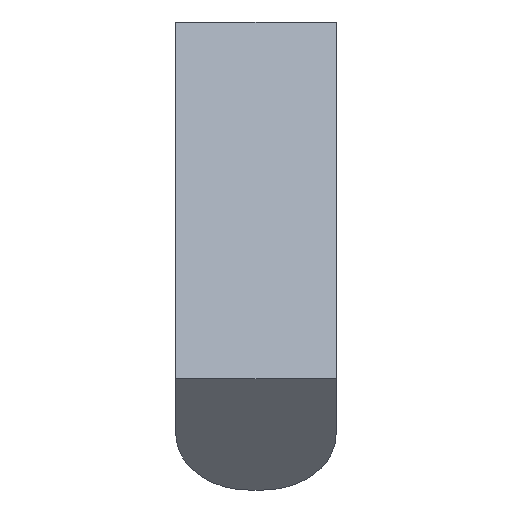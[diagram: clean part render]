
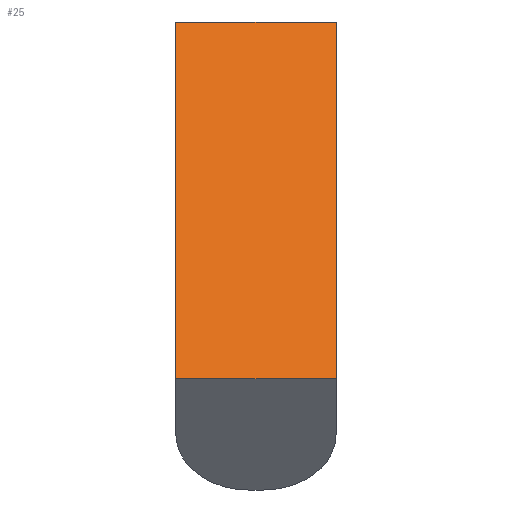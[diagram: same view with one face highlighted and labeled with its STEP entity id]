
A CAD part, left-side view. The second image highlights one B-rep face of the part: STEP entity #25.
In plain terms, the highlighted free-form (B-spline) face has degree [2, 1] with [3, 2] control points.
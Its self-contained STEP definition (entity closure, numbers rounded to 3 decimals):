
#25=ADVANCED_FACE('',(#33),#135,.T.);
#33=FACE_OUTER_BOUND('',#41,.T.);
#41=EDGE_LOOP('',(#52,#53,#54,#55));
#52=ORIENTED_EDGE('',*,*,#88,.T.);
#53=ORIENTED_EDGE('',*,*,#89,.T.);
#54=ORIENTED_EDGE('',*,*,#90,.F.);
#55=ORIENTED_EDGE('',*,*,#85,.F.);
#85=EDGE_CURVE('',#121,#122,#103,.T.);
#88=EDGE_CURVE('',#121,#124,#106,.T.);
#89=EDGE_CURVE('',#124,#125,#107,.T.);
#90=EDGE_CURVE('',#122,#125,#108,.T.);
#103=(
BOUNDED_CURVE()
B_SPLINE_CURVE(1,(#223,#224),.UNSPECIFIED.,.F.,.F.)
B_SPLINE_CURVE_WITH_KNOTS((2,2),(0.,76.),.UNSPECIFIED.)
CURVE()
GEOMETRIC_REPRESENTATION_ITEM()
RATIONAL_B_SPLINE_CURVE((1.,1.))
REPRESENTATION_ITEM('')
);
#106=(
BOUNDED_CURVE()
B_SPLINE_CURVE(2,(#230,#231,#232),.UNSPECIFIED.,.F.,.F.)
B_SPLINE_CURVE_WITH_KNOTS((3,3),(-159.416,-137.416),
 .UNSPECIFIED.)
CURVE()
GEOMETRIC_REPRESENTATION_ITEM()
RATIONAL_B_SPLINE_CURVE((1.,1.,1.))
REPRESENTATION_ITEM('')
);
#107=(
BOUNDED_CURVE()
B_SPLINE_CURVE(1,(#233,#234),.UNSPECIFIED.,.F.,.F.)
B_SPLINE_CURVE_WITH_KNOTS((2,2),(0.,76.),.UNSPECIFIED.)
CURVE()
GEOMETRIC_REPRESENTATION_ITEM()
RATIONAL_B_SPLINE_CURVE((1.,1.))
REPRESENTATION_ITEM('')
);
#108=(
BOUNDED_CURVE()
B_SPLINE_CURVE(2,(#235,#236,#237),.UNSPECIFIED.,.F.,.F.)
B_SPLINE_CURVE_WITH_KNOTS((3,3),(-159.416,-137.416),
 .UNSPECIFIED.)
CURVE()
GEOMETRIC_REPRESENTATION_ITEM()
RATIONAL_B_SPLINE_CURVE((1.,1.,1.))
REPRESENTATION_ITEM('')
);
#121=VERTEX_POINT('',#209);
#122=VERTEX_POINT('',#210);
#124=VERTEX_POINT('',#212);
#125=VERTEX_POINT('',#213);
#135=(
BOUNDED_SURFACE()
B_SPLINE_SURFACE(2,1,((#176,#177),(#178,#179),(#180,#181)),
 .UNSPECIFIED.,.F.,.F.,.F.)
B_SPLINE_SURFACE_WITH_KNOTS((3,3),(2,2),(-159.416,-137.416),
(0.,76.),.UNSPECIFIED.)
GEOMETRIC_REPRESENTATION_ITEM()
RATIONAL_B_SPLINE_SURFACE(((1.,1.),(1.,1.),(1.,1.)))
REPRESENTATION_ITEM('')
SURFACE()
);
#176=CARTESIAN_POINT('',(43.102,12.878,74.667));
#177=CARTESIAN_POINT('',(101.212,12.878,123.648));
#178=CARTESIAN_POINT('',(43.102,1.878,74.667));
#179=CARTESIAN_POINT('',(101.212,1.878,123.648));
#180=CARTESIAN_POINT('',(43.102,-9.122,74.667));
#181=CARTESIAN_POINT('',(101.212,-9.122,123.648));
#209=CARTESIAN_POINT('',(43.102,12.878,74.667));
#210=CARTESIAN_POINT('',(101.212,12.878,123.648));
#212=CARTESIAN_POINT('',(43.102,-9.122,74.667));
#213=CARTESIAN_POINT('',(101.212,-9.122,123.648));
#223=CARTESIAN_POINT('',(43.102,12.878,74.667));
#224=CARTESIAN_POINT('',(101.212,12.878,123.648));
#230=CARTESIAN_POINT('',(43.102,12.878,74.667));
#231=CARTESIAN_POINT('',(43.102,1.878,74.667));
#232=CARTESIAN_POINT('',(43.102,-9.122,74.667));
#233=CARTESIAN_POINT('',(43.102,-9.122,74.667));
#234=CARTESIAN_POINT('',(101.212,-9.122,123.648));
#235=CARTESIAN_POINT('',(101.212,12.878,123.648));
#236=CARTESIAN_POINT('',(101.212,1.878,123.648));
#237=CARTESIAN_POINT('',(101.212,-9.122,123.648));
